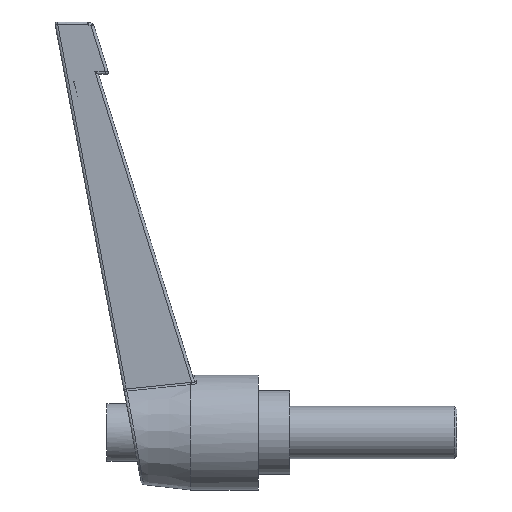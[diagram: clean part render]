
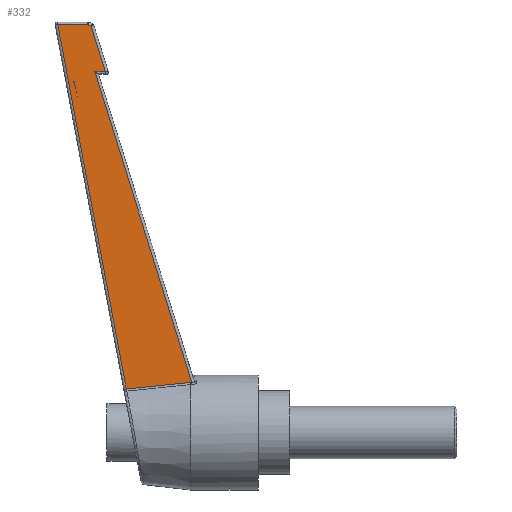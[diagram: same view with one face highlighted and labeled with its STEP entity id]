
A CAD part, left-side view. The second image highlights one B-rep face of the part: STEP entity #332.
In plain terms, the highlighted planar face has unit normal (-0.999, 0.054, -0.004).
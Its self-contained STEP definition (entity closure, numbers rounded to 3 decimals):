
#16 = CARTESIAN_POINT ( 'NONE',  ( -5.173, 29.314, 69.12 ) ) ;
#48 = CARTESIAN_POINT ( 'NONE',  ( -5.173, 29.314, 69.12 ) ) ;
#80 = ORIENTED_EDGE ( 'NONE', *, *, #3776, .T. ) ;
#152 = ORIENTED_EDGE ( 'NONE', *, *, #5066, .T. ) ;
#189 = ORIENTED_EDGE ( 'NONE', *, *, #5081, .T. ) ;
#254 = VERTEX_POINT ( 'NONE', #1071 ) ;
#302 = PLANE ( 'NONE',  #2286 ) ;
#331 = ORIENTED_EDGE ( 'NONE', *, *, #1648, .T. ) ;
#332 = ADVANCED_FACE ( 'NONE', ( #3666 ), #302, .T. ) ;
#342 = EDGE_CURVE ( 'NONE', #2176, #5046, #2076, .T. ) ;
#382 = CARTESIAN_POINT ( 'NONE',  ( -5.059, 32.024, 77.813 ) ) ;
#482 = CARTESIAN_POINT ( 'NONE',  ( -5.325, 25.127, 49.278 ) ) ;
#548 = B_SPLINE_CURVE_WITH_KNOTS ( 'NONE', 3,
 ( #1988, #2426, #5011, #5331 ),
 .UNSPECIFIED., .F., .F.,
 ( 4, 4 ),
 ( 0., 1. ),
 .UNSPECIFIED. ) ;
#616 = B_SPLINE_CURVE_WITH_KNOTS ( 'NONE', 3,
 ( #1852, #3773, #3361, #16 ),
 .UNSPECIFIED., .F., .F.,
 ( 4, 4 ),
 ( 0., 1. ),
 .UNSPECIFIED. ) ;
#632 = CARTESIAN_POINT ( 'NONE',  ( -5.998, 9.258, 0.143 ) ) ;
#661 = CARTESIAN_POINT ( 'NONE',  ( -5.027, 32.644, 78.12 ) ) ;
#741 = CARTESIAN_POINT ( 'NONE',  ( -5.832, 13.002, 9.602 ) ) ;
#764 = CARTESIAN_POINT ( 'NONE',  ( -4.716, 38.424, 78.12 ) ) ;
#905 = CARTESIAN_POINT ( 'NONE',  ( -5.832, 13.002, 9.602 ) ) ;
#929 = VERTEX_POINT ( 'NONE', #4827 ) ;
#1071 = CARTESIAN_POINT ( 'NONE',  ( -4.716, 38.424, 78.12 ) ) ;
#1120 = CARTESIAN_POINT ( 'NONE',  ( -5.845, 12.755, 9.594 ) ) ;
#1182 = VERTEX_POINT ( 'NONE', #2054 ) ;
#1303 = CARTESIAN_POINT ( 'NONE',  ( -5.845, 12.755, 9.594 ) ) ;
#1427 = VERTEX_POINT ( 'NONE', #905 ) ;
#1458 = EDGE_LOOP ( 'NONE', ( #80, #331, #2917, #3337, #5405, #4625, #189, #152 ) ) ;
#1559 = DIRECTION ( 'NONE',  ( -0.999, 0.054, -0.004 ) ) ;
#1648 = EDGE_CURVE ( 'NONE', #1427, #1669, #2395, .T. ) ;
#1669 = VERTEX_POINT ( 'NONE', #2487 ) ;
#1796 = VERTEX_POINT ( 'NONE', #1823 ) ;
#1823 = CARTESIAN_POINT ( 'NONE',  ( -5.066, 31.314, 69.12 ) ) ;
#1852 = CARTESIAN_POINT ( 'NONE',  ( -5.066, 31.314, 69.12 ) ) ;
#1970 = CARTESIAN_POINT ( 'NONE',  ( -5.049, 32.23, 77.915 ) ) ;
#1988 = CARTESIAN_POINT ( 'NONE',  ( -4.716, 38.424, 78.12 ) ) ;
#2013 = CARTESIAN_POINT ( 'NONE',  ( -4.82, 36.497, 78.12 ) ) ;
#2054 = CARTESIAN_POINT ( 'NONE',  ( -5.173, 29.314, 69.12 ) ) ;
#2076 = B_SPLINE_CURVE_WITH_KNOTS ( 'NONE', 3,
 ( #4411, #1970, #3208, #661 ),
 .UNSPECIFIED., .F., .F.,
 ( 4, 4 ),
 ( 0., 1. ),
 .UNSPECIFIED. ) ;
#2175 = CARTESIAN_POINT ( 'NONE',  ( -5.066, 31.314, 69.12 ) ) ;
#2176 = VERTEX_POINT ( 'NONE', #5251 ) ;
#2286 = AXIS2_PLACEMENT_3D ( 'NONE', #632, #1559, #3149 ) ;
#2347 = CARTESIAN_POINT ( 'NONE',  ( -5.61, 17.101, 9.182 ) ) ;
#2395 = B_SPLINE_CURVE_WITH_KNOTS ( 'NONE', 3,
 ( #3555, #4026, #5310, #1120 ),
 .UNSPECIFIED., .F., .F.,
 ( 4, 4 ),
 ( 0., 1. ),
 .UNSPECIFIED. ) ;
#2426 = CARTESIAN_POINT ( 'NONE',  ( -4.866, 34.049, 54.86 ) ) ;
#2487 = CARTESIAN_POINT ( 'NONE',  ( -5.845, 12.755, 9.594 ) ) ;
#2543 = B_SPLINE_CURVE_WITH_KNOTS ( 'NONE', 3,
 ( #4462, #4489, #2347, #741 ),
 .UNSPECIFIED., .F., .F.,
 ( 4, 4 ),
 ( 0., 1. ),
 .UNSPECIFIED. ) ;
#2743 = B_SPLINE_CURVE_WITH_KNOTS ( 'NONE', 3,
 ( #1303, #2975, #482, #2175 ),
 .UNSPECIFIED., .F., .F.,
 ( 4, 4 ),
 ( 0., 1. ),
 .UNSPECIFIED. ) ;
#2917 = ORIENTED_EDGE ( 'NONE', *, *, #4316, .T. ) ;
#2975 = CARTESIAN_POINT ( 'NONE',  ( -5.585, 18.941, 29.436 ) ) ;
#3034 = B_SPLINE_CURVE_WITH_KNOTS ( 'NONE', 3,
 ( #4077, #3661, #2013, #764 ),
 .UNSPECIFIED., .F., .F.,
 ( 4, 4 ),
 ( 0., 1. ),
 .UNSPECIFIED. ) ;
#3149 = DIRECTION ( 'NONE',  ( -0.054, -0.999, 0. ) ) ;
#3197 = B_SPLINE_CURVE_WITH_KNOTS ( 'NONE', 3,
 ( #48, #4138, #3339, #382 ),
 .UNSPECIFIED., .F., .F.,
 ( 4, 4 ),
 ( 0., 1. ),
 .UNSPECIFIED. ) ;
#3208 = CARTESIAN_POINT ( 'NONE',  ( -5.038, 32.437, 78.018 ) ) ;
#3337 = ORIENTED_EDGE ( 'NONE', *, *, #5038, .T. ) ;
#3339 = CARTESIAN_POINT ( 'NONE',  ( -5.097, 31.12, 74.915 ) ) ;
#3361 = CARTESIAN_POINT ( 'NONE',  ( -5.137, 29.98, 69.12 ) ) ;
#3508 = EDGE_CURVE ( 'NONE', #1182, #2176, #3197, .T. ) ;
#3555 = CARTESIAN_POINT ( 'NONE',  ( -5.832, 13.002, 9.602 ) ) ;
#3661 = CARTESIAN_POINT ( 'NONE',  ( -4.923, 34.57, 78.12 ) ) ;
#3666 = FACE_OUTER_BOUND ( 'NONE', #1458, .T. ) ;
#3773 = CARTESIAN_POINT ( 'NONE',  ( -5.101, 30.647, 69.12 ) ) ;
#3776 = EDGE_CURVE ( 'NONE', #929, #1427, #2543, .T. ) ;
#3941 = CARTESIAN_POINT ( 'NONE',  ( -5.027, 32.644, 78.12 ) ) ;
#4026 = CARTESIAN_POINT ( 'NONE',  ( -5.836, 12.92, 9.599 ) ) ;
#4077 = CARTESIAN_POINT ( 'NONE',  ( -5.027, 32.644, 78.12 ) ) ;
#4138 = CARTESIAN_POINT ( 'NONE',  ( -5.135, 30.217, 72.018 ) ) ;
#4316 = EDGE_CURVE ( 'NONE', #1669, #1796, #2743, .T. ) ;
#4411 = CARTESIAN_POINT ( 'NONE',  ( -5.059, 32.024, 77.813 ) ) ;
#4462 = CARTESIAN_POINT ( 'NONE',  ( -5.166, 25.3, 8.34 ) ) ;
#4489 = CARTESIAN_POINT ( 'NONE',  ( -5.388, 21.201, 8.761 ) ) ;
#4625 = ORIENTED_EDGE ( 'NONE', *, *, #342, .T. ) ;
#4827 = CARTESIAN_POINT ( 'NONE',  ( -5.166, 25.3, 8.34 ) ) ;
#5011 = CARTESIAN_POINT ( 'NONE',  ( -5.016, 29.675, 31.6 ) ) ;
#5038 = EDGE_CURVE ( 'NONE', #1796, #1182, #616, .T. ) ;
#5046 = VERTEX_POINT ( 'NONE', #3941 ) ;
#5066 = EDGE_CURVE ( 'NONE', #254, #929, #548, .T. ) ;
#5081 = EDGE_CURVE ( 'NONE', #5046, #254, #3034, .T. ) ;
#5251 = CARTESIAN_POINT ( 'NONE',  ( -5.059, 32.024, 77.813 ) ) ;
#5310 = CARTESIAN_POINT ( 'NONE',  ( -5.84, 12.838, 9.597 ) ) ;
#5331 = CARTESIAN_POINT ( 'NONE',  ( -5.166, 25.3, 8.34 ) ) ;
#5405 = ORIENTED_EDGE ( 'NONE', *, *, #3508, .T. ) ;
